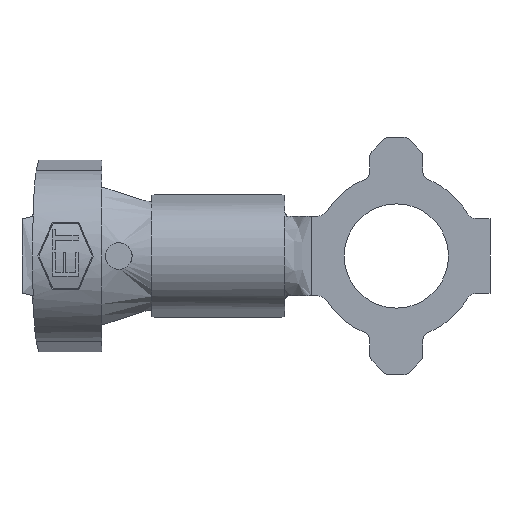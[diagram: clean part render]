
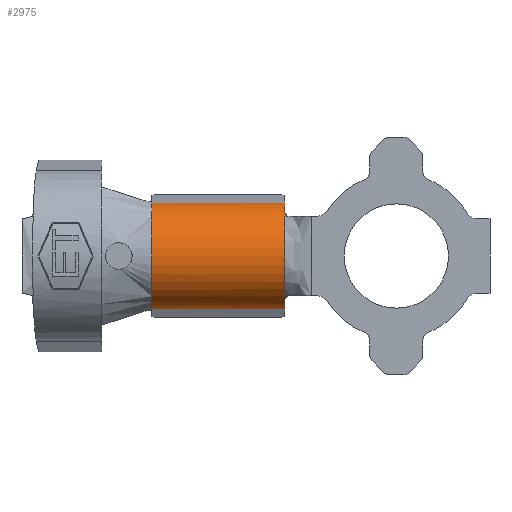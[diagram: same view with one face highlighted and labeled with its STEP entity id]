
A CAD part, front view. The second image highlights one B-rep face of the part: STEP entity #2975.
In plain terms, the highlighted cylindrical face has radius 1.295 mm (diameter 2.591 mm), a partial arc.
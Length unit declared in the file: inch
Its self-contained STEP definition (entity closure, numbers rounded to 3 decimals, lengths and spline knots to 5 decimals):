
#24 = EDGE_CURVE ( 'NONE', #1427, #2510, #2258, .T. ) ;
#34 = ORIENTED_EDGE ( 'NONE', *, *, #2902, .F. ) ;
#190 = DIRECTION ( 'NONE',  ( 0., 0., -1. ) ) ;
#335 = B_SPLINE_CURVE_WITH_KNOTS ( 'NONE', 3,
 ( #5430, #1712, #4958, #2188 ),
 .UNSPECIFIED., .F., .F.,
 ( 4, 4 ),
 ( 0., 0.00012 ),
 .UNSPECIFIED. ) ;
#568 = EDGE_CURVE ( 'NONE', #3043, #5213, #1807, .T. ) ;
#642 = ORIENTED_EDGE ( 'NONE', *, *, #1547, .T. ) ;
#718 = CARTESIAN_POINT ( 'NONE',  ( -0.105, 0.01643, 0.0375 ) ) ;
#765 = CARTESIAN_POINT ( 'NONE',  ( -0.10307, 0.0165, -0.03757 ) ) ;
#820 = CARTESIAN_POINT ( 'NONE',  ( -0.23, 0.03963, 0.04972 ) ) ;
#828 = CARTESIAN_POINT ( 'NONE',  ( -0.105, 0.01854, 0.03945 ) ) ;
#1171 = ORIENTED_EDGE ( 'NONE', *, *, #3902, .F. ) ;
#1186 = CARTESIAN_POINT ( 'NONE',  ( -0.105, 0.0209, 0.04117 ) ) ;
#1361 = CIRCLE ( 'NONE', #4143, 0.051 ) ;
#1395 = EDGE_CURVE ( 'NONE', #5495, #3043, #335, .T. ) ;
#1427 = VERTEX_POINT ( 'NONE', #3182 ) ;
#1433 = DIRECTION ( 'NONE',  ( 1., 0., 0. ) ) ;
#1523 = ORIENTED_EDGE ( 'NONE', *, *, #5567, .T. ) ;
#1547 = EDGE_CURVE ( 'NONE', #5495, #2372, #3124, .T. ) ;
#1557 = AXIS2_PLACEMENT_3D ( 'NONE', #1571, #2068, #190 ) ;
#1558 = DIRECTION ( 'NONE',  ( 1., 0., 0. ) ) ;
#1571 = CARTESIAN_POINT ( 'NONE',  ( -0.23, 0.051, 0. ) ) ;
#1692 = AXIS2_PLACEMENT_3D ( 'NONE', #5462, #2668, #5932 ) ;
#1712 = CARTESIAN_POINT ( 'NONE',  ( -0.10183, 0.01619, 0.03727 ) ) ;
#1807 = CIRCLE ( 'NONE', #4249, 0.051 ) ;
#1872 = CYLINDRICAL_SURFACE ( 'NONE', #1557, 0.051 ) ;
#1889 = VERTEX_POINT ( 'NONE', #3080 ) ;
#1915 = DIRECTION ( 'NONE',  ( 1., 0., 0. ) ) ;
#1933 = VERTEX_POINT ( 'NONE', #4482 ) ;
#1992 = CARTESIAN_POINT ( 'NONE',  ( -0.10032, 0.0158, 0.03691 ) ) ;
#1997 = ORIENTED_EDGE ( 'NONE', *, *, #568, .F. ) ;
#2032 = FACE_OUTER_BOUND ( 'NONE', #5314, .T. ) ;
#2050 = CARTESIAN_POINT ( 'NONE',  ( -0.23, 0.03963, -0.04972 ) ) ;
#2068 = DIRECTION ( 'NONE',  ( 1., 0., 0. ) ) ;
#2188 = CARTESIAN_POINT ( 'NONE',  ( -0.105, 0.01643, 0.0375 ) ) ;
#2258 = CIRCLE ( 'NONE', #1692, 0.051 ) ;
#2265 = CARTESIAN_POINT ( 'NONE',  ( -0.105, 0.01643, -0.0375 ) ) ;
#2372 = VERTEX_POINT ( 'NONE', #1186 ) ;
#2384 = CARTESIAN_POINT ( 'NONE',  ( -0.105, 0.0209, -0.04117 ) ) ;
#2430 = DIRECTION ( 'NONE',  ( 1., 0., 0. ) ) ;
#2500 = EDGE_CURVE ( 'NONE', #1427, #1933, #5309, .T. ) ;
#2510 = VERTEX_POINT ( 'NONE', #3294 ) ;
#2570 = VECTOR ( 'NONE', #2974, 39.37008 ) ;
#2608 = B_SPLINE_CURVE_WITH_KNOTS ( 'NONE', 3,
 ( #2265, #5043, #6002, #3190 ),
 .UNSPECIFIED., .F., .F.,
 ( 4, 4 ),
 ( 0., 0.00012 ),
 .UNSPECIFIED. ) ;
#2623 = CARTESIAN_POINT ( 'NONE',  ( -0.105, 0.0209, -0.04117 ) ) ;
#2668 = DIRECTION ( 'NONE',  ( 1., 0., 0. ) ) ;
#2902 = EDGE_CURVE ( 'NONE', #1933, #2372, #1361, .T. ) ;
#2970 = VECTOR ( 'NONE', #1433, 39.37008 ) ;
#2974 = DIRECTION ( 'NONE',  ( 1., 0., 0. ) ) ;
#2975 = ADVANCED_FACE ( 'NONE', ( #2032 ), #1872, .T. ) ;
#2998 = CIRCLE ( 'NONE', #5222, 0.051 ) ;
#3043 = VERTEX_POINT ( 'NONE', #718 ) ;
#3080 = CARTESIAN_POINT ( 'NONE',  ( -0.105, 0.03963, -0.04972 ) ) ;
#3124 = B_SPLINE_CURVE_WITH_KNOTS ( 'NONE', 3,
 ( #5571, #4654, #828, #4063 ),
 .UNSPECIFIED., .F., .F.,
 ( 4, 4 ),
 ( 0., 0.00022 ),
 .UNSPECIFIED. ) ;
#3182 = CARTESIAN_POINT ( 'NONE',  ( -0.23, 0.03963, 0.04972 ) ) ;
#3190 = CARTESIAN_POINT ( 'NONE',  ( -0.10032, 0.0158, -0.03691 ) ) ;
#3294 = CARTESIAN_POINT ( 'NONE',  ( -0.23, 0.03963, -0.04972 ) ) ;
#3785 = EDGE_CURVE ( 'NONE', #4351, #3799, #5866, .T. ) ;
#3799 = VERTEX_POINT ( 'NONE', #5907 ) ;
#3902 = EDGE_CURVE ( 'NONE', #5213, #3799, #2608, .T. ) ;
#3920 = LINE ( 'NONE', #2050, #2570 ) ;
#4002 = CARTESIAN_POINT ( 'NONE',  ( -0.10032, 0.0158, -0.03691 ) ) ;
#4063 = CARTESIAN_POINT ( 'NONE',  ( -0.105, 0.0209, 0.04117 ) ) ;
#4143 = AXIS2_PLACEMENT_3D ( 'NONE', #4325, #1558, #4798 ) ;
#4249 = AXIS2_PLACEMENT_3D ( 'NONE', #4690, #1915, #5159 ) ;
#4325 = CARTESIAN_POINT ( 'NONE',  ( -0.105, 0.051, 0. ) ) ;
#4351 = VERTEX_POINT ( 'NONE', #2384 ) ;
#4482 = CARTESIAN_POINT ( 'NONE',  ( -0.105, 0.03963, 0.04972 ) ) ;
#4654 = CARTESIAN_POINT ( 'NONE',  ( -0.10307, 0.0165, 0.03757 ) ) ;
#4690 = CARTESIAN_POINT ( 'NONE',  ( -0.105, 0.051, 0. ) ) ;
#4798 = DIRECTION ( 'NONE',  ( 0., 0., -1. ) ) ;
#4958 = CARTESIAN_POINT ( 'NONE',  ( -0.10339, 0.01643, 0.0375 ) ) ;
#5043 = CARTESIAN_POINT ( 'NONE',  ( -0.10339, 0.01643, -0.0375 ) ) ;
#5159 = DIRECTION ( 'NONE',  ( 0., 0., -1. ) ) ;
#5207 = CARTESIAN_POINT ( 'NONE',  ( -0.105, 0.051, 0. ) ) ;
#5213 = VERTEX_POINT ( 'NONE', #5652 ) ;
#5222 = AXIS2_PLACEMENT_3D ( 'NONE', #5207, #2430, #5690 ) ;
#5309 = LINE ( 'NONE', #820, #2970 ) ;
#5314 = EDGE_LOOP ( 'NONE', ( #34, #5316, #5584, #1523, #5919, #5947, #1171, #1997, #5447, #642 ) ) ;
#5316 = ORIENTED_EDGE ( 'NONE', *, *, #2500, .F. ) ;
#5415 = CARTESIAN_POINT ( 'NONE',  ( -0.105, 0.01854, -0.03945 ) ) ;
#5430 = CARTESIAN_POINT ( 'NONE',  ( -0.10032, 0.0158, 0.03691 ) ) ;
#5447 = ORIENTED_EDGE ( 'NONE', *, *, #1395, .F. ) ;
#5458 = EDGE_CURVE ( 'NONE', #4351, #1889, #2998, .T. ) ;
#5462 = CARTESIAN_POINT ( 'NONE',  ( -0.23, 0.051, 0. ) ) ;
#5495 = VERTEX_POINT ( 'NONE', #1992 ) ;
#5567 = EDGE_CURVE ( 'NONE', #2510, #1889, #3920, .T. ) ;
#5571 = CARTESIAN_POINT ( 'NONE',  ( -0.10032, 0.0158, 0.03691 ) ) ;
#5584 = ORIENTED_EDGE ( 'NONE', *, *, #24, .T. ) ;
#5652 = CARTESIAN_POINT ( 'NONE',  ( -0.105, 0.01643, -0.0375 ) ) ;
#5690 = DIRECTION ( 'NONE',  ( 0., 0., -1. ) ) ;
#5866 = B_SPLINE_CURVE_WITH_KNOTS ( 'NONE', 3,
 ( #2623, #5415, #765, #4002 ),
 .UNSPECIFIED., .F., .F.,
 ( 4, 4 ),
 ( 0., 0.00022 ),
 .UNSPECIFIED. ) ;
#5907 = CARTESIAN_POINT ( 'NONE',  ( -0.10032, 0.0158, -0.03691 ) ) ;
#5919 = ORIENTED_EDGE ( 'NONE', *, *, #5458, .F. ) ;
#5932 = DIRECTION ( 'NONE',  ( 0., 0., -1. ) ) ;
#5947 = ORIENTED_EDGE ( 'NONE', *, *, #3785, .T. ) ;
#6002 = CARTESIAN_POINT ( 'NONE',  ( -0.10183, 0.01619, -0.03727 ) ) ;
